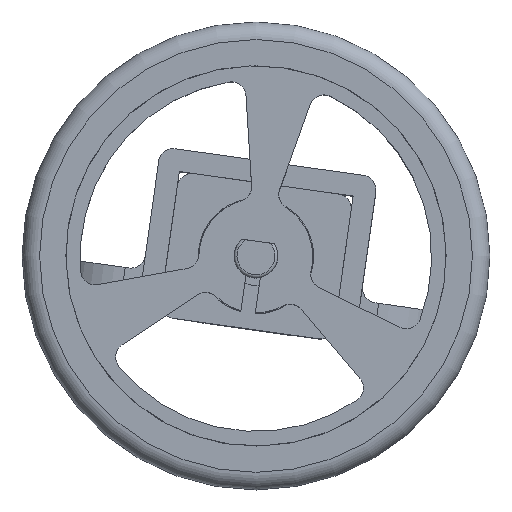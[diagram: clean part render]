
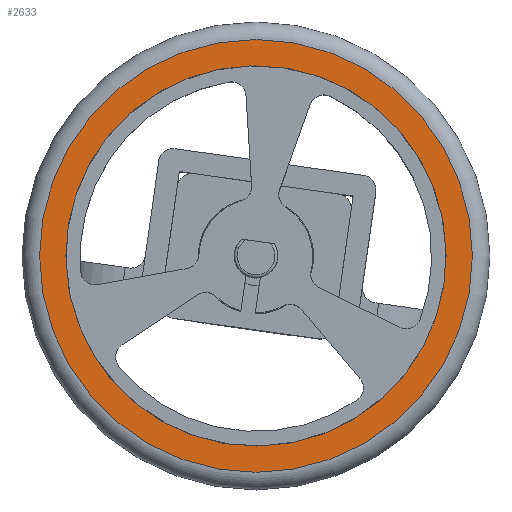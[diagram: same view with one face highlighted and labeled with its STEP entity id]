
A CAD part, top view. The second image highlights one B-rep face of the part: STEP entity #2633.
In plain terms, the highlighted planar face has unit normal (0, 0, 1).
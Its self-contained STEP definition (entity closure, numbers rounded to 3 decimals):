
#75=FACE_BOUND('',#447,.T.);
#76=FACE_BOUND('',#448,.T.);
#180=PLANE('',#2884);
#447=EDGE_LOOP('',(#2096));
#448=EDGE_LOOP('',(#2097));
#1022=CIRCLE('',#2883,14.8);
#1023=CIRCLE('',#2885,13.);
#1231=VERTEX_POINT('',#4329);
#1232=VERTEX_POINT('',#4332);
#1543=EDGE_CURVE('',#1231,#1231,#1022,.T.);
#1544=EDGE_CURVE('',#1232,#1232,#1023,.T.);
#2096=ORIENTED_EDGE('',*,*,#1544,.T.);
#2097=ORIENTED_EDGE('',*,*,#1543,.F.);
#2633=ADVANCED_FACE('',(#75,#76),#180,.T.);
#2883=AXIS2_PLACEMENT_3D('',#4330,#3476,#3477);
#2884=AXIS2_PLACEMENT_3D('',#4331,#3478,#3479);
#2885=AXIS2_PLACEMENT_3D('',#4333,#3480,#3481);
#3476=DIRECTION('center_axis',(0.,0.,-1.));
#3477=DIRECTION('ref_axis',(-1.,0.,0.));
#3478=DIRECTION('center_axis',(0.,0.,1.));
#3479=DIRECTION('ref_axis',(1.,0.,0.));
#3480=DIRECTION('center_axis',(0.,0.,-1.));
#3481=DIRECTION('ref_axis',(-1.,0.,0.));
#4329=CARTESIAN_POINT('',(14.8,0.,5.5));
#4330=CARTESIAN_POINT('Origin',(0.,0.,5.5));
#4331=CARTESIAN_POINT('Origin',(0.,0.,5.5));
#4332=CARTESIAN_POINT('',(13.,0.,5.5));
#4333=CARTESIAN_POINT('Origin',(0.,0.,5.5));
